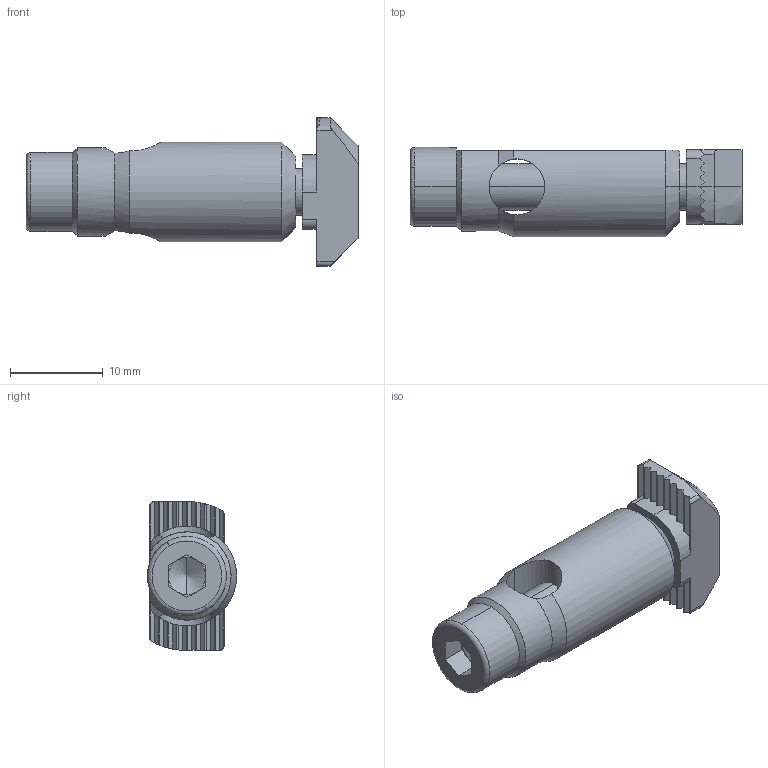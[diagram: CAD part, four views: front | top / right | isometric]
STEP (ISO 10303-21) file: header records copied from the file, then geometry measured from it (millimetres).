
FILE_DESCRIPTION((''),'2;1');
FILE_NAME('11173_SPOJNI_SET_SAMOREZ_U8','2022-09-16T14:35:23',('PredragRovcanin'),('Audax d.o.o.'),'CREO PARAMETRIC BY PTC INC, 2020281','CREO PARAMETRIC BY PTC INC, 2020281','');
FILE_SCHEMA(('AUTOMOTIVE_DESIGN { 1 0 10303 214 1 1 1 1 }'));
Length unit declared in the file: millimetre
Products named in the file (1): 11173_SPOJNI_SET_SAMOREZ_U8
Bounding box: 35.7 x 9.6 x 16 mm (x, y, z)
Volume: 2490.3 mm3; surface area: 1873.5 mm2
Topology: 1 solids, 2 shells, 139 faces, 383 edges, 249 vertices
Faces by surface type: plane 77, cylinder 44, cone 14, torus 4
Entity records: 8042 total; most frequent: CARTESIAN_POINT 1274, ORIENTED_EDGE 760, DIRECTION 648, PRESENTATION_STYLE_ASSIGNMENT 522, STYLED_ITEM 383, CURVE_STYLE 382, EDGE_CURVE 380, COLOUR_RGB 325
